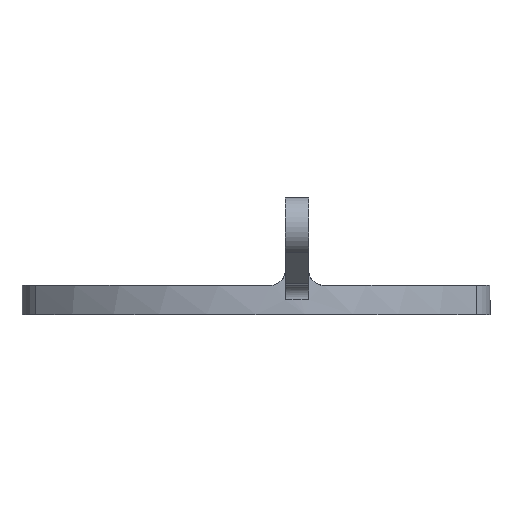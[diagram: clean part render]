
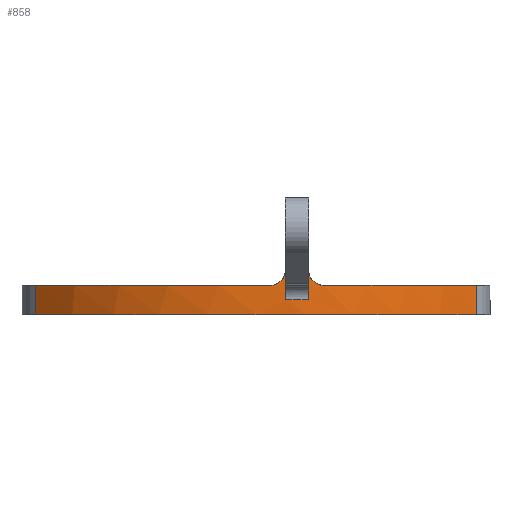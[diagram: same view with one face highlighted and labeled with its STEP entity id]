
A CAD part, left-side view. The second image highlights one B-rep face of the part: STEP entity #858.
In plain terms, the highlighted cylindrical face has radius 104 mm (diameter 208 mm), a partial arc.
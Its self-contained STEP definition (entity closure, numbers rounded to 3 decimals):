
#70=CARTESIAN_POINT('Vertex',(-71.724,75.31,0.)) ;
#73=CARTESIAN_POINT('Line Origine',(-71.724,75.31,5.)) ;
#77=CARTESIAN_POINT('Vertex',(-71.724,75.31,10.)) ;
#108=CARTESIAN_POINT('Vertex',(-71.724,-75.31,0.)) ;
#111=CARTESIAN_POINT('Axis2P3D Location',(0.,0.,0.)) ;
#164=CARTESIAN_POINT('Line Origine',(-71.724,-75.31,5.)) ;
#168=CARTESIAN_POINT('Vertex',(-71.724,-75.31,10.)) ;
#567=CARTESIAN_POINT('Axis2P3D Location',(0.,0.,10.)) ;
#571=CARTESIAN_POINT('Vertex',(-101.425,-23.,10.)) ;
#602=CARTESIAN_POINT('Line Origine',(-102.43,-18.,10.)) ;
#606=CARTESIAN_POINT('Vertex',(-102.43,-18.,5.)) ;
#608=CARTESIAN_POINT('Vertex',(-102.43,-18.,15.)) ;
#684=CARTESIAN_POINT('Control Point',(-101.425,-23.,10.)) ;
#685=CARTESIAN_POINT('Control Point',(-101.776,-21.452,10.)) ;
#686=CARTESIAN_POINT('Control Point',(-102.098,-19.897,10.595)) ;
#687=CARTESIAN_POINT('Control Point',(-102.32,-18.628,11.821)) ;
#688=CARTESIAN_POINT('Control Point',(-102.43,-18.,13.413)) ;
#689=CARTESIAN_POINT('Control Point',(-102.43,-18.,15.)) ;
#704=CARTESIAN_POINT('Axis2P3D Location',(0.,0.,5.)) ;
#708=CARTESIAN_POINT('Vertex',(-103.518,-10.,5.)) ;
#733=CARTESIAN_POINT('Axis2P3D Location',(0.,0.,10.)) ;
#737=CARTESIAN_POINT('Vertex',(-103.88,-5.,10.)) ;
#765=CARTESIAN_POINT('Vertex',(-103.518,-10.,15.)) ;
#770=CARTESIAN_POINT('Line Origine',(-103.518,-10.,10.)) ;
#810=CARTESIAN_POINT('Control Point',(-103.88,-5.,10.)) ;
#811=CARTESIAN_POINT('Control Point',(-103.804,-6.571,10.)) ;
#812=CARTESIAN_POINT('Control Point',(-103.699,-8.141,10.616)) ;
#813=CARTESIAN_POINT('Control Point',(-103.578,-9.383,11.853)) ;
#814=CARTESIAN_POINT('Control Point',(-103.518,-10.,13.427)) ;
#815=CARTESIAN_POINT('Control Point',(-103.518,-10.,15.)) ;
#841=CARTESIAN_POINT('Axis2P3D Location',(0.,0.,5.)) ;
#74=DIRECTION('Vector Direction',(0.,0.,1.)) ;
#112=DIRECTION('Axis2P3D Direction',(0.,0.,1.)) ;
#165=DIRECTION('Vector Direction',(0.,0.,1.)) ;
#568=DIRECTION('Axis2P3D Direction',(0.,0.,1.)) ;
#603=DIRECTION('Vector Direction',(0.,0.,1.)) ;
#705=DIRECTION('Axis2P3D Direction',(0.,-0.,1.)) ;
#734=DIRECTION('Axis2P3D Direction',(0.,0.,1.)) ;
#771=DIRECTION('Vector Direction',(0.,0.,1.)) ;
#842=DIRECTION('Axis2P3D Direction',(0.,0.,1.)) ;
#843=DIRECTION('Axis2P3D XDirection',(-0.69,0.724,0.)) ;
#113=AXIS2_PLACEMENT_3D('Circle Axis2P3D',#111,#112,$) ;
#569=AXIS2_PLACEMENT_3D('Circle Axis2P3D',#567,#568,$) ;
#706=AXIS2_PLACEMENT_3D('Circle Axis2P3D',#704,#705,$) ;
#735=AXIS2_PLACEMENT_3D('Circle Axis2P3D',#733,#734,$) ;
#844=AXIS2_PLACEMENT_3D('Cylinder Axis2P3D',#841,#842,#843) ;
#847=ORIENTED_EDGE('',*,*,#739,.F.) ;
#848=ORIENTED_EDGE('',*,*,#79,.F.) ;
#849=ORIENTED_EDGE('',*,*,#115,.T.) ;
#850=ORIENTED_EDGE('',*,*,#170,.T.) ;
#851=ORIENTED_EDGE('',*,*,#573,.F.) ;
#852=ORIENTED_EDGE('',*,*,#690,.T.) ;
#853=ORIENTED_EDGE('',*,*,#610,.F.) ;
#854=ORIENTED_EDGE('',*,*,#710,.T.) ;
#855=ORIENTED_EDGE('',*,*,#774,.F.) ;
#856=ORIENTED_EDGE('',*,*,#816,.T.) ;
#75=VECTOR('Line Direction',#74,1.) ;
#166=VECTOR('Line Direction',#165,1.) ;
#604=VECTOR('Line Direction',#603,1.) ;
#772=VECTOR('Line Direction',#771,1.) ;
#858=ADVANCED_FACE('Corps principal',(#857),#845,.T.) ;
#683=B_SPLINE_CURVE_WITH_KNOTS('',5,(#684,#685,#686,#687,#688,#689),.UNSPECIFIED.,.F.,.U.,(6,6),(0.,11.223),.UNSPECIFIED.) ;
#809=B_SPLINE_CURVE_WITH_KNOTS('',5,(#810,#811,#812,#813,#814,#815),.UNSPECIFIED.,.F.,.U.,(6,6),(0.,11.121),.UNSPECIFIED.) ;
#114=CIRCLE('generated circle',#113,104.) ;
#570=CIRCLE('generated circle',#569,104.) ;
#707=CIRCLE('generated circle',#706,104.) ;
#736=CIRCLE('generated circle',#735,104.) ;
#845=CYLINDRICAL_SURFACE('generated cylinder',#844,104.) ;
#79=EDGE_CURVE('',#71,#78,#76,.T.) ;
#115=EDGE_CURVE('',#71,#109,#114,.T.) ;
#170=EDGE_CURVE('',#109,#169,#167,.T.) ;
#573=EDGE_CURVE('',#572,#169,#570,.T.) ;
#610=EDGE_CURVE('',#607,#609,#605,.T.) ;
#690=EDGE_CURVE('',#572,#609,#683,.T.) ;
#710=EDGE_CURVE('',#607,#709,#707,.F.) ;
#739=EDGE_CURVE('',#78,#738,#736,.T.) ;
#774=EDGE_CURVE('',#766,#709,#773,.F.) ;
#816=EDGE_CURVE('',#766,#738,#809,.F.) ;
#846=EDGE_LOOP('',(#847,#848,#849,#850,#851,#852,#853,#854,#855,#856)) ;
#857=FACE_OUTER_BOUND('',#846,.T.) ;
#76=LINE('Line',#73,#75) ;
#167=LINE('Line',#164,#166) ;
#605=LINE('Line',#602,#604) ;
#773=LINE('Line',#770,#772) ;
#71=VERTEX_POINT('',#70) ;
#78=VERTEX_POINT('',#77) ;
#109=VERTEX_POINT('',#108) ;
#169=VERTEX_POINT('',#168) ;
#572=VERTEX_POINT('',#571) ;
#607=VERTEX_POINT('',#606) ;
#609=VERTEX_POINT('',#608) ;
#709=VERTEX_POINT('',#708) ;
#738=VERTEX_POINT('',#737) ;
#766=VERTEX_POINT('',#765) ;
